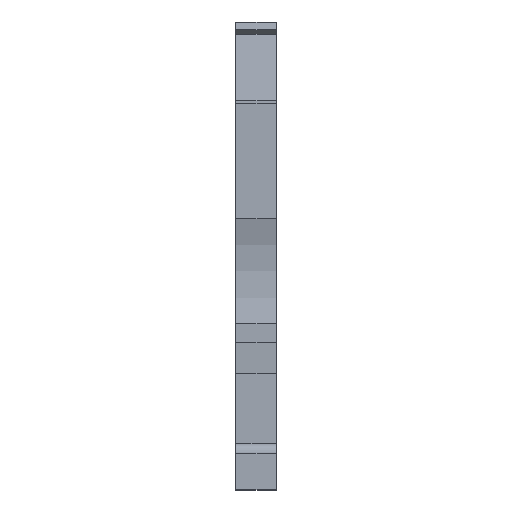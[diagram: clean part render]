
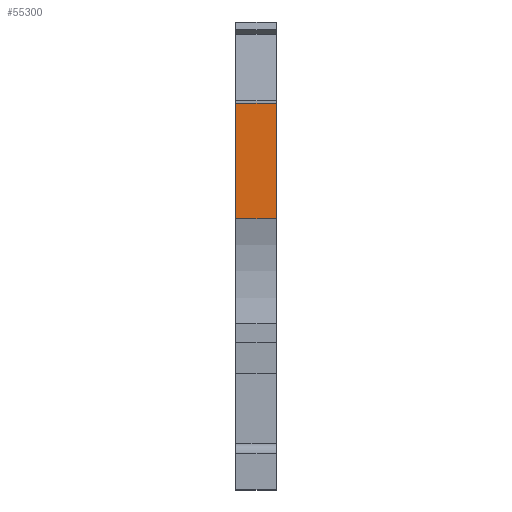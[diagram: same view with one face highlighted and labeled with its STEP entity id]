
A CAD part, front view. The second image highlights one B-rep face of the part: STEP entity #55300.
In plain terms, the highlighted face is planar.
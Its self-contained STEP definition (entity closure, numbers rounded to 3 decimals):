
#6670=CARTESIAN_POINT('',(5.548,6.551,
0.));
#6680=VERTEX_POINT('',#6670);
#6710=CARTESIAN_POINT('',(5.286,8.691,
0.));
#6720=DIRECTION('',(0.122,-0.993,
0.));
#6730=VECTOR('',#6720,1.);
#6740=LINE('',#6710,#6730);
#6750=CARTESIAN_POINT('',(4.347,16.339,
0.));
#6760=VERTEX_POINT('',#6750);
#6770=EDGE_CURVE('',#6760,#6680,#6740,.T.);
#10760=CARTESIAN_POINT('',(4.347,16.339,
-3.5));
#10770=VERTEX_POINT('',#10760);
#10800=CARTESIAN_POINT('',(5.286,8.691,
-3.5));
#10810=DIRECTION('',(0.122,-0.993,
0.));
#10820=VECTOR('',#10810,1.);
#10830=LINE('',#10800,#10820);
#10840=CARTESIAN_POINT('',(5.548,6.551,
-3.5));
#10850=VERTEX_POINT('',#10840);
#10860=EDGE_CURVE('',#10770,#10850,#10830,.T.);
#54980=CARTESIAN_POINT('',(4.347,16.339,
-3.5));
#54990=DIRECTION('',(0.,0.,-1.));
#55000=VECTOR('',#54990,1.);
#55010=LINE('',#54980,#55000);
#55020=EDGE_CURVE('',#6760,#10770,#55010,.T.);
#55140=CARTESIAN_POINT('',(4.381,16.061,
-3.5));
#55150=DIRECTION('',(0.993,0.122,
0.));
#55160=DIRECTION('',(-0.122,0.993,
0.));
#55170=AXIS2_PLACEMENT_3D('',#55140,#55150,#55160);
#55180=PLANE('',#55170);
#55190=CARTESIAN_POINT('',(5.548,6.551,
-3.5));
#55200=DIRECTION('',(0.,0.,1.));
#55210=VECTOR('',#55200,1.);
#55220=LINE('',#55190,#55210);
#55230=EDGE_CURVE('',#10850,#6680,#55220,.T.);
#55240=ORIENTED_EDGE('',*,*,#55230,.T.);
#55250=ORIENTED_EDGE('',*,*,#10860,.T.);
#55260=ORIENTED_EDGE('',*,*,#55020,.T.);
#55270=ORIENTED_EDGE('',*,*,#6770,.F.);
#55280=EDGE_LOOP('',(#55270,#55260,#55250,#55240));
#55290=FACE_OUTER_BOUND('',#55280,.T.);
#55300=ADVANCED_FACE('',(#55290),#55180,.F.);
